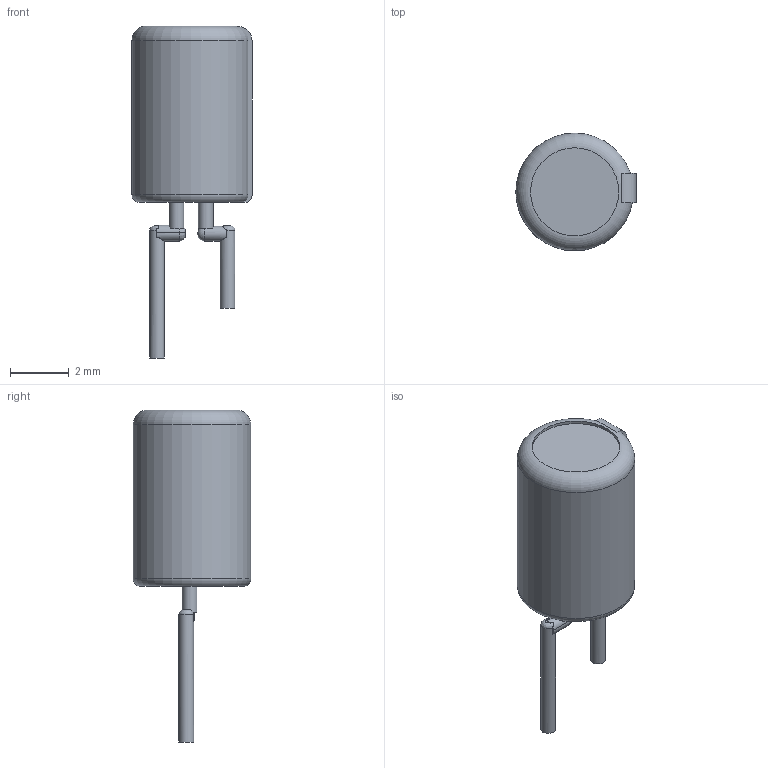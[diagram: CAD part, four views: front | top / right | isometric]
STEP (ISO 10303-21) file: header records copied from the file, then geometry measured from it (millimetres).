
FILE_DESCRIPTION(/* description */ (''),/* implementation_level */ '2;1');
FILE_NAME(/* name */ 'Electrolit.step',/* time_stamp */ '2021-05-27T23:48:43+03:00',/* author */ (''),/* organization */ (''),/* preprocessor_version */ 'ST-DEVELOPER v18.1',/* originating_system */ 'Autodesk Translation Framework v10.9.0.1377',/* authorisation */ '');
FILE_SCHEMA (('AUTOMOTIVE_DESIGN { 1 0 10303 214 3 1 1 }'));
Length unit declared in the file: millimetre
Products named in the file (1): (Unsaved)
Bounding box: 4.09 x 4 x 11.3 mm (x, y, z)
Volume: 78.9 mm3; surface area: 133 mm2
Topology: 4 solids, 4 shells, 35 faces, 73 edges, 47 vertices
Faces by surface type: plane 17, cylinder 11, bspline 4, torus 2, sphere 1
Full cylindrical faces by diameter (mm): 0.5 x5, 3 x1, 4 x1
Entity records: 1235 total; most frequent: CARTESIAN_POINT 441, DIRECTION 158, ORIENTED_EDGE 144, EDGE_CURVE 72, AXIS2_PLACEMENT_3D 67, VERTEX_POINT 47, EDGE_LOOP 37, FACE_OUTER_BOUND 35
